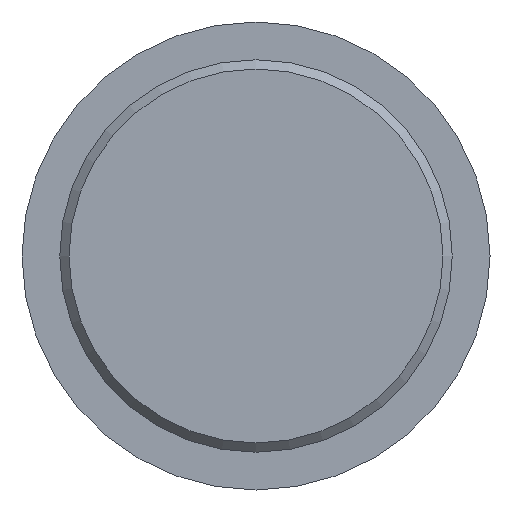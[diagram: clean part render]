
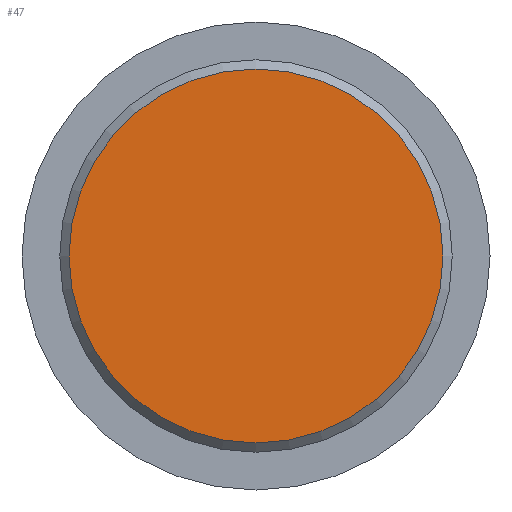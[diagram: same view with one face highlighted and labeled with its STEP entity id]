
A CAD part, front view. The second image highlights one B-rep face of the part: STEP entity #47.
In plain terms, the highlighted planar face has unit normal (0, -1, 0).
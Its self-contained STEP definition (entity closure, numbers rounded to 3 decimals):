
#47 = ADVANCED_FACE( '', ( #108 ), #109, .F. );
#108 = FACE_OUTER_BOUND( '', #185, .T. );
#109 = PLANE( '', #186 );
#185 = EDGE_LOOP( '', ( #263 ) );
#186 = AXIS2_PLACEMENT_3D( '', #264, #265, #266 );
#263 = ORIENTED_EDGE( '', *, *, #418, .T. );
#264 = CARTESIAN_POINT( '', ( 12.387, -16., 0. ) );
#265 = DIRECTION( '', ( 0., 1., 0. ) );
#266 = DIRECTION( '', ( 0., 0., 1. ) );
#418 = EDGE_CURVE( '', #483, #483, #484, .T. );
#483 = VERTEX_POINT( '', #572 );
#484 = CIRCLE( '', #573, 12.387 );
#572 = CARTESIAN_POINT( '', ( 0., -16., -12.387 ) );
#573 = AXIS2_PLACEMENT_3D( '', #726, #727, #728 );
#726 = CARTESIAN_POINT( '', ( 0., -16., 0. ) );
#727 = DIRECTION( '', ( 0., -1., 0. ) );
#728 = DIRECTION( '', ( 0., 0., -1. ) );
